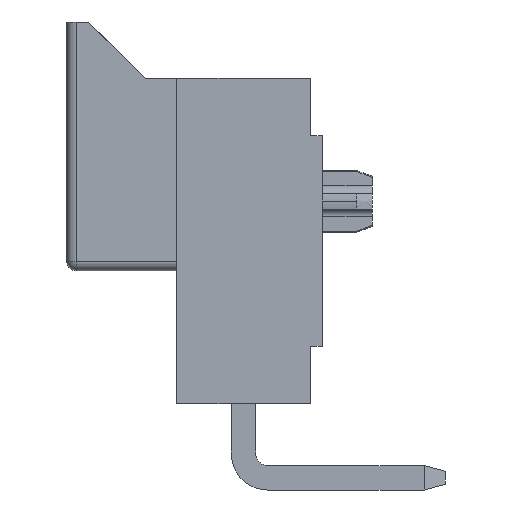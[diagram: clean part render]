
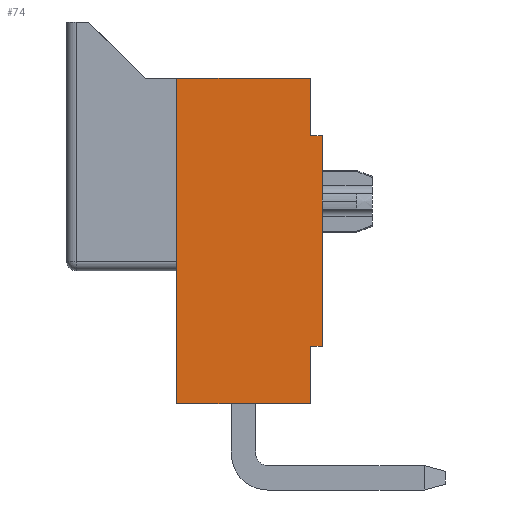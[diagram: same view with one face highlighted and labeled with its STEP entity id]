
A CAD part, left-side view. The second image highlights one B-rep face of the part: STEP entity #74.
In plain terms, the highlighted planar face has unit normal (-1, 0, 0).
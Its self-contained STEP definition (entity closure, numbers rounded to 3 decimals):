
#74=ADVANCED_FACE('',(#299),#300,.T.);
#299=FACE_OUTER_BOUND('',#724,.T.);
#300=PLANE('',#725);
#724=EDGE_LOOP('',(#1236,#1237,#1238,#1239,#1240,#1241,#1242,#1243));
#725=AXIS2_PLACEMENT_3D('',#1244,#1245,#1246);
#1236=ORIENTED_EDGE('',*,*,#2880,.T.);
#1237=ORIENTED_EDGE('',*,*,#2881,.F.);
#1238=ORIENTED_EDGE('',*,*,#2882,.F.);
#1239=ORIENTED_EDGE('',*,*,#2847,.T.);
#1240=ORIENTED_EDGE('',*,*,#2883,.T.);
#1241=ORIENTED_EDGE('',*,*,#2884,.F.);
#1242=ORIENTED_EDGE('',*,*,#2885,.F.);
#1243=ORIENTED_EDGE('',*,*,#2843,.T.);
#1244=CARTESIAN_POINT('',(-5.47,-1.74,-4.23));
#1245=DIRECTION('',(-1.0,0.0,0.0));
#1246=DIRECTION('',(0.0,0.0,1.0));
#2843=EDGE_CURVE('',#3449,#3447,#3450,.T.);
#2847=EDGE_CURVE('',#3435,#3455,#3457,.T.);
#2880=EDGE_CURVE('',#3447,#3518,#3519,.T.);
#2881=EDGE_CURVE('',#3520,#3518,#3521,.T.);
#2882=EDGE_CURVE('',#3435,#3520,#3522,.T.);
#2883=EDGE_CURVE('',#3455,#3523,#3524,.T.);
#2884=EDGE_CURVE('',#3525,#3523,#3526,.T.);
#2885=EDGE_CURVE('',#3449,#3525,#3527,.T.);
#3435=VERTEX_POINT('',#4333);
#3447=VERTEX_POINT('',#4351);
#3449=VERTEX_POINT('',#4354);
#3450=LINE('',#4355,#4356);
#3455=VERTEX_POINT('',#4363);
#3457=LINE('',#4366,#4367);
#3518=VERTEX_POINT('',#4444);
#3519=LINE('',#4445,#4446);
#3520=VERTEX_POINT('',#4447);
#3521=LINE('',#4448,#4449);
#3522=LINE('',#4450,#4451);
#3523=VERTEX_POINT('',#4452);
#3524=LINE('',#4453,#4454);
#3525=VERTEX_POINT('',#4455);
#3526=LINE('',#4456,#4457);
#3527=LINE('',#4458,#4459);
#4333=CARTESIAN_POINT('',(-5.47,-1.74,-4.23));
#4351=CARTESIAN_POINT('',(-5.47,-1.74,4.23));
#4354=CARTESIAN_POINT('',(-5.47,-1.74,2.73));
#4355=CARTESIAN_POINT('',(-5.47,-1.74,2.73));
#4356=VECTOR('',#5667,1.5);
#4363=CARTESIAN_POINT('',(-5.47,-1.74,-2.73));
#4366=CARTESIAN_POINT('',(-5.47,-1.74,-4.23));
#4367=VECTOR('',#5671,1.5);
#4444=CARTESIAN_POINT('',(-5.47,1.74,4.23));
#4445=CARTESIAN_POINT('',(-5.47,-1.74,4.23));
#4446=VECTOR('',#5736,3.48);
#4447=CARTESIAN_POINT('',(-5.47,1.74,-4.23));
#4448=CARTESIAN_POINT('',(-5.47,1.74,-4.23));
#4449=VECTOR('',#5737,8.46);
#4450=CARTESIAN_POINT('',(-5.47,-1.74,-4.23));
#4451=VECTOR('',#5738,3.48);
#4452=CARTESIAN_POINT('',(-5.47,-2.04,-2.73));
#4453=CARTESIAN_POINT('',(-5.47,-1.74,-2.73));
#4454=VECTOR('',#5739,0.3);
#4455=CARTESIAN_POINT('',(-5.47,-2.04,2.73));
#4456=CARTESIAN_POINT('',(-5.47,-2.04,2.73));
#4457=VECTOR('',#5740,5.46);
#4458=CARTESIAN_POINT('',(-5.47,-1.74,2.73));
#4459=VECTOR('',#5741,0.3);
#5667=DIRECTION('',(0.0,0.0,1.0));
#5671=DIRECTION('',(0.0,0.0,1.0));
#5736=DIRECTION('',(0.0,1.0,0.0));
#5737=DIRECTION('',(0.0,0.0,1.0));
#5738=DIRECTION('',(0.0,1.0,0.0));
#5739=DIRECTION('',(0.0,-1.0,0.0));
#5740=DIRECTION('',(0.0,0.0,-1.0));
#5741=DIRECTION('',(0.0,-1.0,0.0));
